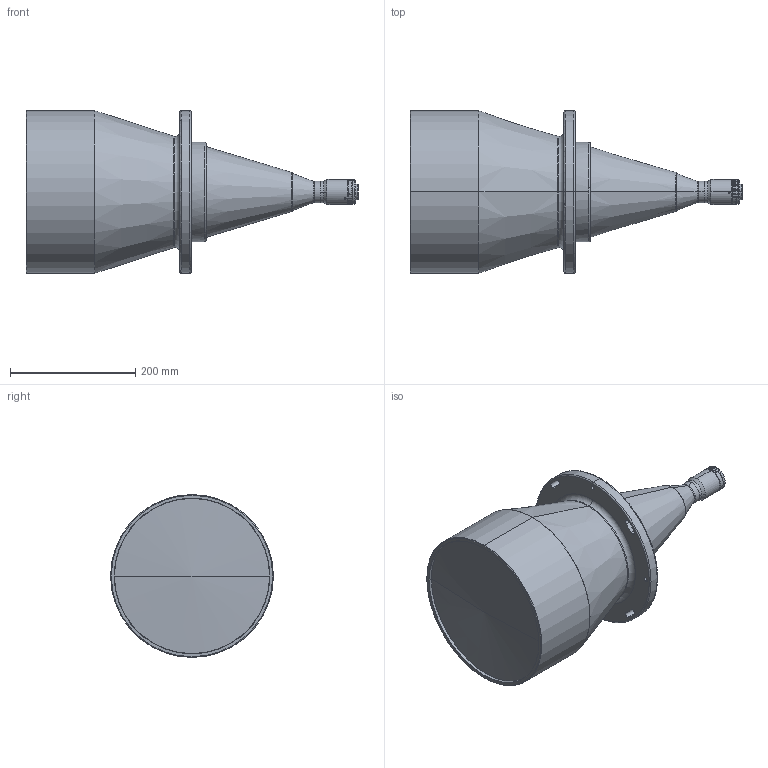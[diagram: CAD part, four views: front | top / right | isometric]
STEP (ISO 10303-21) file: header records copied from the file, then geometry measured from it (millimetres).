
FILE_DESCRIPTION (( 'STEP AP203' ), '1' );
FILE_NAME ('DTCM110-216-AL.STEP', '2019-11-18T10:02:25', ( 'Windows 蚚誧' ), ( '' ), 'SwSTEP 2.0', 'SolidWorks 2017', '' );
FILE_SCHEMA (( 'CONFIG_CONTROL_DESIGN' ));
Length unit declared in the file: millimetre
Products named in the file (1): DTCM110-216-AL
Bounding box: 531.03 x 260 x 260 mm (x, y, z)
Volume: 13511334.6 mm3; surface area: 398610.8 mm2
Topology: 5 solids, 5 shells, 193 faces, 481 edges, 303 vertices
Faces by surface type: cylinder 102, cone 56, plane 21, bspline 12, torus 2
Entity records: 6700 total; most frequent: CARTESIAN_POINT 2142, ORIENTED_EDGE 950, DIRECTION 929, EDGE_CURVE 475, AXIS2_PLACEMENT_3D 390, VERTEX_POINT 303, EDGE_LOOP 222, CIRCLE 208
